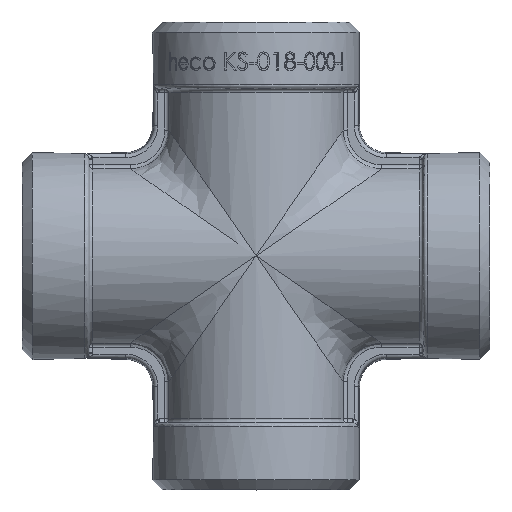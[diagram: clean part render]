
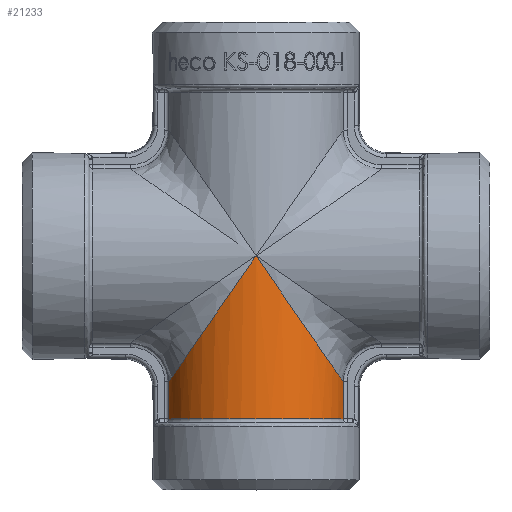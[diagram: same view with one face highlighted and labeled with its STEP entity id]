
A CAD part, top view. The second image highlights one B-rep face of the part: STEP entity #21233.
In plain terms, the highlighted cylindrical face has radius 6.75 mm (diameter 13.5 mm), a partial arc.
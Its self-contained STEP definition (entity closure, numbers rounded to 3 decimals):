
#1094 = ORIENTED_EDGE ( 'NONE', *, *, #23609, .F. ) ;
#1095 = ORIENTED_EDGE ( 'NONE', *, *, #23576, .F. ) ;
#1100 = ORIENTED_EDGE ( 'NONE', *, *, #23577, .F. ) ;
#1102 = ORIENTED_EDGE ( 'NONE', *, *, #23566, .F. ) ;
#1105 = ORIENTED_EDGE ( 'NONE', *, *, #23644, .F. ) ;
#1229 = VERTEX_POINT ( 'NONE', #2120 ) ;
#2120 = CARTESIAN_POINT ( 'NONE',  ( -6.526, -9.427, 1.723 ) ) ;
#9374 = CARTESIAN_POINT ( 'NONE',  ( 0., 0., 6.75 ) ) ;
#9376 = CARTESIAN_POINT ( 'NONE',  ( 6.526, -9.427, 1.723 ) ) ;
#9399 = CARTESIAN_POINT ( 'NONE',  ( 1.266, -1.828, 6.75 ) ) ;
#9401 = CARTESIAN_POINT ( 'NONE',  ( 5.57, -8.046, 4.088 ) ) ;
#9402 = CARTESIAN_POINT ( 'NONE',  ( 3.372, -4.87, 6.14 ) ) ;
#9409 = CARTESIAN_POINT ( 'NONE',  ( 6.311, -9.116, 2.539 ) ) ;
#9417 = CARTESIAN_POINT ( 'NONE',  ( -5.868, -8.476, 3.513 ) ) ;
#9418 = CARTESIAN_POINT ( 'NONE',  ( -4.529, -6.542, 5.17 ) ) ;
#9420 = CARTESIAN_POINT ( 'NONE',  ( -2.531, -3.656, 6.43 ) ) ;
#9424 = CARTESIAN_POINT ( 'NONE',  ( 0., 0., 6.75 ) ) ;
#9425 = DIRECTION ( 'NONE',  ( 0., 1., 0. ) ) ;
#9429 = CARTESIAN_POINT ( 'NONE',  ( -6.365, -9.193, 2.335 ) ) ;
#9435 = LINE ( 'NONE', #9458, #16323 ) ;
#9450 = CARTESIAN_POINT ( 'NONE',  ( -6.526, -9.427, 1.723 ) ) ;
#9452 = CARTESIAN_POINT ( 'NONE',  ( -0.844, -1.219, 6.75 ) ) ;
#9458 = CARTESIAN_POINT ( 'NONE',  ( -6.526, 6.25, 1.723 ) ) ;
#9570 = DIRECTION ( 'NONE',  ( -1., 0., 0. ) ) ;
#9572 = CARTESIAN_POINT ( 'NONE',  ( 0., -12.2, 0. ) ) ;
#9573 = DIRECTION ( 'NONE',  ( 0., -1., 0. ) ) ;
#9716 = CARTESIAN_POINT ( 'NONE',  ( 6.526, 6.25, 1.723 ) ) ;
#9723 = LINE ( 'NONE', #9716, #12607 ) ;
#9734 = DIRECTION ( 'NONE',  ( 0., -1., 0. ) ) ;
#12607 = VECTOR ( 'NONE', #9734, 1000. ) ;
#14421 = CARTESIAN_POINT ( 'NONE',  ( 0., 0., 6.75 ) ) ;
#14465 = CARTESIAN_POINT ( 'NONE',  ( -6.526, -12.2, 1.723 ) ) ;
#14472 = CARTESIAN_POINT ( 'NONE',  ( 6.526, -12.2, 1.723 ) ) ;
#14497 = CARTESIAN_POINT ( 'NONE',  ( 6.526, -9.427, 1.723 ) ) ;
#16323 = VECTOR ( 'NONE', #9425, 1000. ) ;
#16332 = CIRCLE ( 'NONE', #16361, 6.75 ) ;
#16361 = AXIS2_PLACEMENT_3D ( 'NONE', #9572, #9573, #9570 ) ;
#16743 = AXIS2_PLACEMENT_3D ( 'NONE', #18170, #18171, #18160 ) ;
#18157 = FACE_OUTER_BOUND ( 'NONE', #19298, .T. ) ;
#18160 = DIRECTION ( 'NONE',  ( 1., 0., 0. ) ) ;
#18170 = CARTESIAN_POINT ( 'NONE',  ( 0., 6.25, 0. ) ) ;
#18171 = DIRECTION ( 'NONE',  ( 0., 1., 0. ) ) ;
#18180 = CYLINDRICAL_SURFACE ( 'NONE', #16743, 6.75 ) ;
#19125 = VERTEX_POINT ( 'NONE', #14421 ) ;
#19159 = VERTEX_POINT ( 'NONE', #14472 ) ;
#19228 = VERTEX_POINT ( 'NONE', #14497 ) ;
#19298 = EDGE_LOOP ( 'NONE', ( #1105, #1102, #1095, #1100, #1094 ) ) ;
#19610 = VERTEX_POINT ( 'NONE', #14465 ) ;
#21233 = ADVANCED_FACE ( 'NONE', ( #18157 ), #18180, .T. ) ;
#21337 = B_SPLINE_CURVE_WITH_KNOTS ( 'NONE', 3,
 ( #9374, #9399, #9402, #9401, #9409, #9376 ),
 .UNSPECIFIED., .F., .F.,
 ( 4, 1, 1, 4 ),
 ( 0., 0.429, 0.714, 1. ),
 .UNSPECIFIED. ) ;
#21363 = B_SPLINE_CURVE_WITH_KNOTS ( 'NONE', 3,
 ( #9450, #9429, #9417, #9418, #9420, #9452, #9424 ),
 .UNSPECIFIED., .F., .F.,
 ( 4, 1, 1, 1, 4 ),
 ( 0., 0.214, 0.429, 0.714, 1. ),
 .UNSPECIFIED. ) ;
#23566 = EDGE_CURVE ( 'NONE', #19125, #19228, #21337, .T. ) ;
#23576 = EDGE_CURVE ( 'NONE', #1229, #19125, #21363, .T. ) ;
#23577 = EDGE_CURVE ( 'NONE', #19610, #1229, #9435, .T. ) ;
#23609 = EDGE_CURVE ( 'NONE', #19159, #19610, #16332, .T. ) ;
#23644 = EDGE_CURVE ( 'NONE', #19228, #19159, #9723, .T. ) ;
